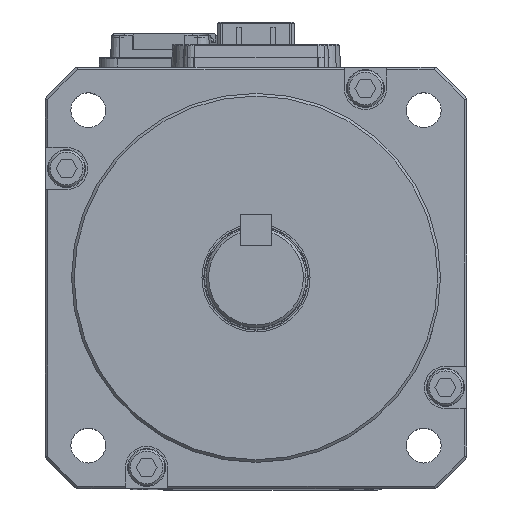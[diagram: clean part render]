
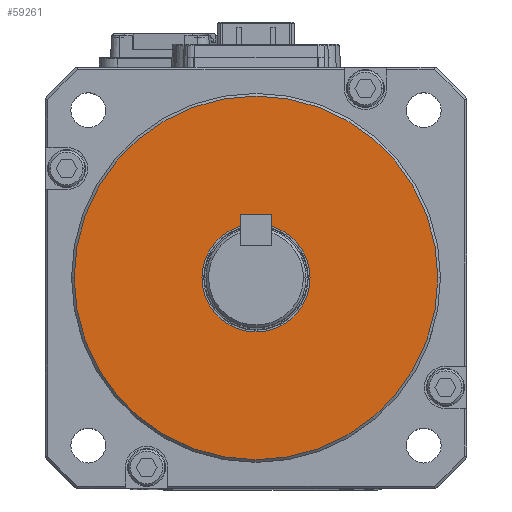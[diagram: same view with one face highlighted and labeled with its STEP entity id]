
A CAD part, top view. The second image highlights one B-rep face of the part: STEP entity #59261.
In plain terms, the highlighted planar face has unit normal (0, 0, 1).
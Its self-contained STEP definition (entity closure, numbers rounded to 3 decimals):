
#14201 = CARTESIAN_POINT ( 'NONE',  ( 0., 0., 59.5 ) ) ;
#14215 = DIRECTION ( 'NONE',  ( 1., 0., 0. ) ) ;
#14218 = DIRECTION ( 'NONE',  ( 0., 0., 1. ) ) ;
#14328 = EDGE_LOOP ( 'NONE', ( #69298, #69347 ) ) ;
#14346 = EDGE_LOOP ( 'NONE', ( #69243, #69300 ) ) ;
#22660 = CARTESIAN_POINT ( 'NONE',  ( -10.25, 0., 59.5 ) ) ;
#32283 = CIRCLE ( 'NONE', #32286, 34.5 ) ;
#32286 = AXIS2_PLACEMENT_3D ( 'NONE', #14201, #14218, #14215 ) ;
#32305 = DIRECTION ( 'NONE',  ( 1., 0., 0. ) ) ;
#32308 = CARTESIAN_POINT ( 'NONE',  ( 0., 0., 59.5 ) ) ;
#32329 = DIRECTION ( 'NONE',  ( 0., 0., 1. ) ) ;
#33164 = DIRECTION ( 'NONE',  ( 0., 0., 1. ) ) ;
#33173 = CARTESIAN_POINT ( 'NONE',  ( 0., 0., 59.5 ) ) ;
#33188 = DIRECTION ( 'NONE',  ( 1., 0., 0. ) ) ;
#40715 = EDGE_CURVE ( 'NONE', #47537, #47572, #32283, .T. ) ;
#40897 = EDGE_CURVE ( 'NONE', #52494, #47571, #57571, .T. ) ;
#41109 = EDGE_CURVE ( 'NONE', #47571, #52494, #57244, .T. ) ;
#41151 = EDGE_CURVE ( 'NONE', #47572, #47537, #57306, .T. ) ;
#47537 = VERTEX_POINT ( 'NONE', #53553 ) ;
#47571 = VERTEX_POINT ( 'NONE', #53540 ) ;
#47572 = VERTEX_POINT ( 'NONE', #53555 ) ;
#52494 = VERTEX_POINT ( 'NONE', #22660 ) ;
#53540 = CARTESIAN_POINT ( 'NONE',  ( 10.25, 0., 59.5 ) ) ;
#53553 = CARTESIAN_POINT ( 'NONE',  ( 34.5, 0., 59.5 ) ) ;
#53555 = CARTESIAN_POINT ( 'NONE',  ( -34.5, 0., 59.5 ) ) ;
#57241 = AXIS2_PLACEMENT_3D ( 'NONE', #61736, #61721, #61737 ) ;
#57244 = CIRCLE ( 'NONE', #57241, 10.25 ) ;
#57306 = CIRCLE ( 'NONE', #57309, 34.5 ) ;
#57309 = AXIS2_PLACEMENT_3D ( 'NONE', #33173, #33164, #33188 ) ;
#57564 = AXIS2_PLACEMENT_3D ( 'NONE', #32308, #32329, #32305 ) ;
#57571 = CIRCLE ( 'NONE', #57564, 10.25 ) ;
#59261 = ADVANCED_FACE ( 'NONE', ( #80976, #80984 ), #80999, .T. ) ;
#61721 = DIRECTION ( 'NONE',  ( 0., 0., 1. ) ) ;
#61736 = CARTESIAN_POINT ( 'NONE',  ( 0., 0., 59.5 ) ) ;
#61737 = DIRECTION ( 'NONE',  ( 1., 0., 0. ) ) ;
#68166 = AXIS2_PLACEMENT_3D ( 'NONE', #81027, #81006, #81007 ) ;
#69243 = ORIENTED_EDGE ( 'NONE', *, *, #41151, .T. ) ;
#69298 = ORIENTED_EDGE ( 'NONE', *, *, #40897, .F. ) ;
#69300 = ORIENTED_EDGE ( 'NONE', *, *, #40715, .T. ) ;
#69347 = ORIENTED_EDGE ( 'NONE', *, *, #41109, .F. ) ;
#80976 = FACE_OUTER_BOUND ( 'NONE', #14346, .T. ) ;
#80984 = FACE_BOUND ( 'NONE', #14328, .T. ) ;
#80999 = PLANE ( 'NONE',  #68166 ) ;
#81006 = DIRECTION ( 'NONE',  ( 0., 0., 1. ) ) ;
#81007 = DIRECTION ( 'NONE',  ( 1., 0., 0. ) ) ;
#81027 = CARTESIAN_POINT ( 'NONE',  ( 0., 0., 59.5 ) ) ;
